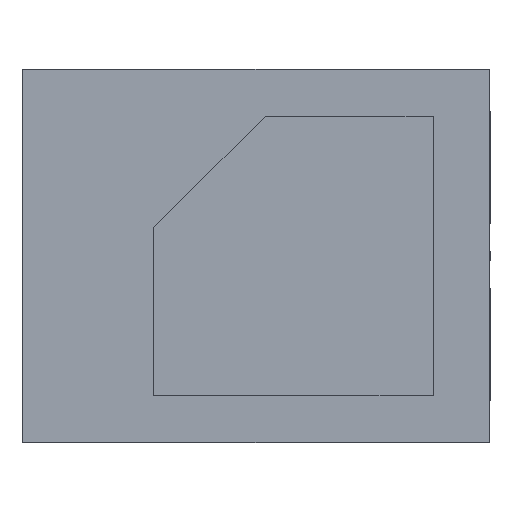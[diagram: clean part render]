
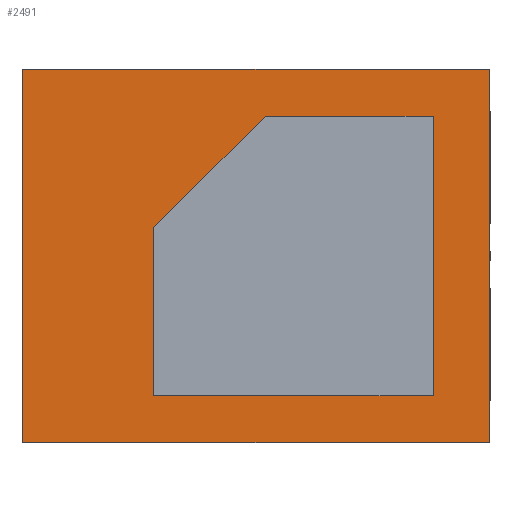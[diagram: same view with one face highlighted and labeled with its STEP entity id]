
A CAD part, top view. The second image highlights one B-rep face of the part: STEP entity #2491.
In plain terms, the highlighted planar face has unit normal (0, 0, 1).
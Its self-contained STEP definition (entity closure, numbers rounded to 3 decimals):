
#14=FACE_BOUND('',#301,.T.);
#166=FACE_OUTER_BOUND('',#300,.T.);
#300=EDGE_LOOP('',(#2162,#2163,#2164,#2165));
#301=EDGE_LOOP('',(#2166,#2167,#2168,#2169,#2170));
#529=LINE('',#3869,#833);
#573=LINE('',#3976,#877);
#577=LINE('',#3984,#881);
#580=LINE('',#3990,#884);
#583=LINE('',#3996,#887);
#586=LINE('',#4001,#890);
#588=LINE('',#4006,#892);
#591=LINE('',#4011,#895);
#592=LINE('',#4013,#896);
#833=VECTOR('',#3157,10.);
#877=VECTOR('',#3257,10.);
#881=VECTOR('',#3263,10.);
#884=VECTOR('',#3268,10.);
#887=VECTOR('',#3273,10.);
#890=VECTOR('',#3278,10.);
#892=VECTOR('',#3284,10.);
#895=VECTOR('',#3289,10.);
#896=VECTOR('',#3292,10.);
#1140=VERTEX_POINT('',#3866);
#1141=VERTEX_POINT('',#3868);
#1175=VERTEX_POINT('',#3974);
#1176=VERTEX_POINT('',#3975);
#1179=VERTEX_POINT('',#3983);
#1181=VERTEX_POINT('',#3989);
#1183=VERTEX_POINT('',#3995);
#1185=VERTEX_POINT('',#4005);
#1186=VERTEX_POINT('',#4009);
#1451=EDGE_CURVE('',#1141,#1140,#529,.T.);
#1504=EDGE_CURVE('',#1175,#1176,#573,.T.);
#1508=EDGE_CURVE('',#1179,#1175,#577,.T.);
#1511=EDGE_CURVE('',#1181,#1179,#580,.T.);
#1514=EDGE_CURVE('',#1183,#1181,#583,.T.);
#1517=EDGE_CURVE('',#1176,#1183,#586,.T.);
#1519=EDGE_CURVE('',#1185,#1141,#588,.T.);
#1522=EDGE_CURVE('',#1140,#1186,#591,.T.);
#1523=EDGE_CURVE('',#1186,#1185,#592,.T.);
#2162=ORIENTED_EDGE('',*,*,#1451,.T.);
#2163=ORIENTED_EDGE('',*,*,#1522,.T.);
#2164=ORIENTED_EDGE('',*,*,#1523,.T.);
#2165=ORIENTED_EDGE('',*,*,#1519,.T.);
#2166=ORIENTED_EDGE('',*,*,#1504,.T.);
#2167=ORIENTED_EDGE('',*,*,#1517,.T.);
#2168=ORIENTED_EDGE('',*,*,#1514,.T.);
#2169=ORIENTED_EDGE('',*,*,#1511,.T.);
#2170=ORIENTED_EDGE('',*,*,#1508,.T.);
#2362=PLANE('',#2685);
#2491=ADVANCED_FACE('',(#166,#14),#2362,.T.);
#2685=AXIS2_PLACEMENT_3D('',#4012,#3290,#3291);
#3157=DIRECTION('',(0.,-1.,0.));
#3257=DIRECTION('',(-1.,0.,0.));
#3263=DIRECTION('',(0.,-1.,0.));
#3268=DIRECTION('',(1.,0.,0.));
#3273=DIRECTION('',(0.707,0.707,0.));
#3278=DIRECTION('',(0.,1.,0.));
#3284=DIRECTION('',(-1.,0.,0.));
#3289=DIRECTION('',(1.,0.,0.));
#3290=DIRECTION('center_axis',(0.,0.,1.));
#3291=DIRECTION('ref_axis',(1.,0.,0.));
#3292=DIRECTION('',(0.,1.,0.));
#3866=CARTESIAN_POINT('',(-2.5,-2.,0.9));
#3868=CARTESIAN_POINT('',(-2.5,2.,0.9));
#3869=CARTESIAN_POINT('',(-2.5,2.,0.9));
#3974=CARTESIAN_POINT('',(1.9,-1.5,0.9));
#3975=CARTESIAN_POINT('',(-1.1,-1.5,0.9));
#3976=CARTESIAN_POINT('',(0.95,-1.5,0.9));
#3983=CARTESIAN_POINT('',(1.9,1.5,0.9));
#3984=CARTESIAN_POINT('',(1.9,0.75,0.9));
#3989=CARTESIAN_POINT('',(0.1,1.5,0.9));
#3990=CARTESIAN_POINT('',(0.05,1.5,0.9));
#3995=CARTESIAN_POINT('',(-1.1,0.3,0.9));
#3996=CARTESIAN_POINT('',(-0.9,0.5,0.9));
#4001=CARTESIAN_POINT('',(-1.1,-0.75,0.9));
#4005=CARTESIAN_POINT('',(2.5,2.,0.9));
#4006=CARTESIAN_POINT('',(2.5,2.,0.9));
#4009=CARTESIAN_POINT('',(2.5,-2.,0.9));
#4011=CARTESIAN_POINT('',(-2.5,-2.,0.9));
#4012=CARTESIAN_POINT('Origin',(0.,0.,0.9));
#4013=CARTESIAN_POINT('',(2.5,-2.,0.9));
